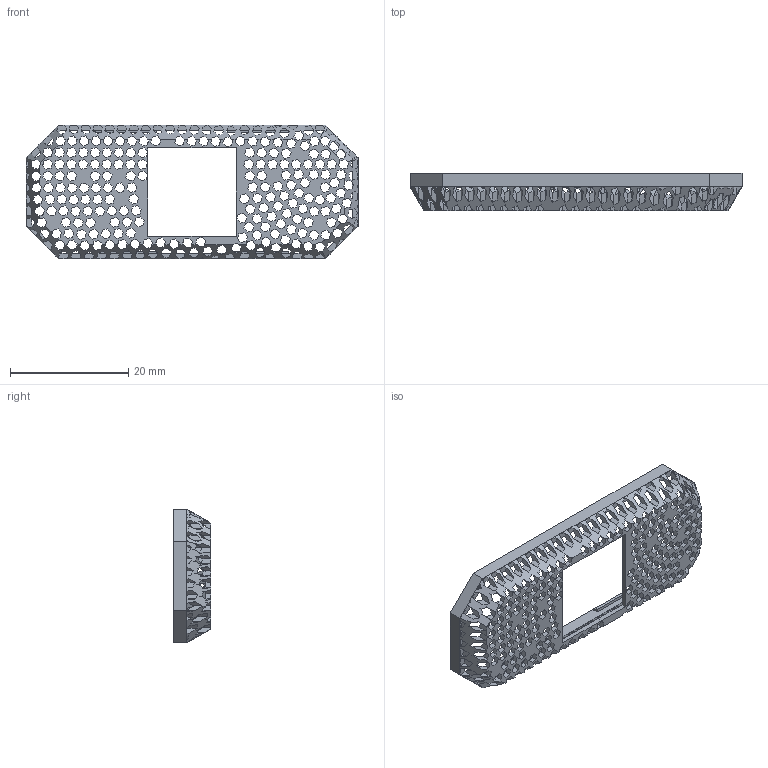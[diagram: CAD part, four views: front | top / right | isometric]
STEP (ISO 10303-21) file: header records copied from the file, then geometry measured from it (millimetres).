
FILE_DESCRIPTION(/* description */ (''),/* implementation_level */ '2;1');
FILE_NAME(/* name */ 'WORL~F0A',/* time_stamp */ '2013-04-09T15:34:58+02:00',/* author */ (''),/* organization */ (''),/* preprocessor_version */ 'ST-DEVELOPER v14',/* originating_system */ '',/* authorisation */ '');
FILE_SCHEMA (('CONFIG_CONTROL_DESIGN'));
Length unit declared in the file: millimetre
Products named in the file (1): Document
Bounding box: 56.1 x 6.3 x 22.6 mm (x, y, z)
Volume: 786.5 mm3; surface area: 3373.3 mm2
Topology: 1 solids, 1 shells, 1598 faces, 5040 edges, 3352 vertices
Faces by surface type: plane 1598
Entity records: 48952 total; most frequent: CARTESIAN_POINT 15032, ORIENTED_EDGE 10080, EDGE_CURVE 5040, B_SPLINE_CURVE_WITH_KNOTS 5040, VERTEX_POINT 3352, EDGE_LOOP 1962, DIRECTION 1602, AXIS2_PLACEMENT_3D 1600
